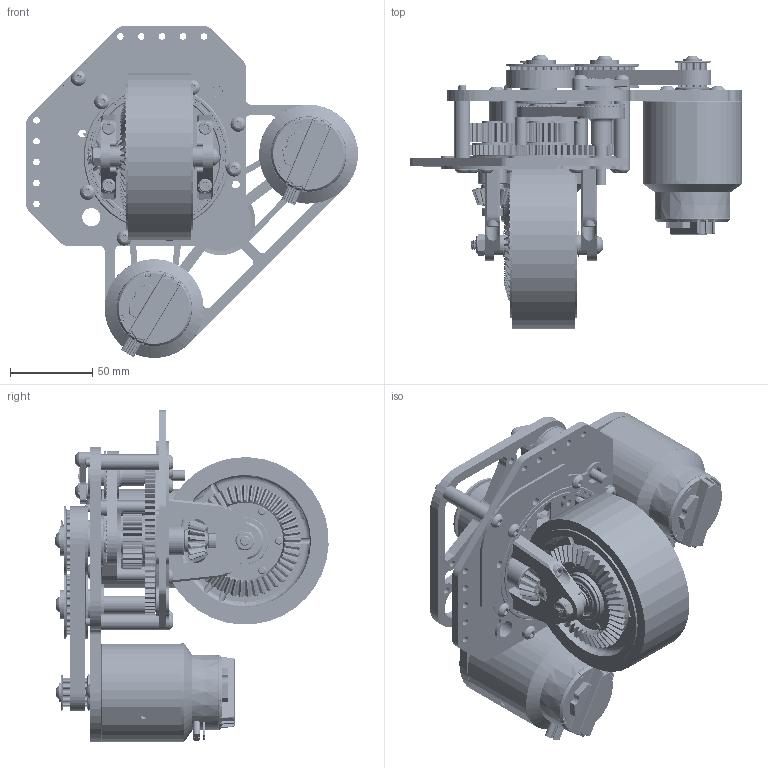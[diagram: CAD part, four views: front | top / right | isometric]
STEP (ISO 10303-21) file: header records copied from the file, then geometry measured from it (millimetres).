
FILE_DESCRIPTION (( 'STEP AP214' ), '1' );
FILE_NAME ('WCP-0361 Rev1 - Swerve X (Tube Mount, Flipped).STEP', '2021-11-05T08:48:42', ( '' ), ( '' ), 'SwSTEP 2.0', 'SolidWorks 2020', '' );
FILE_SCHEMA (( 'AUTOMOTIVE_DESIGN' ));
Length unit declared in the file: inch
Products named in the file (56): Encoder Belt; WCP-0364-006 Rev1; 217-5829_0375_flanged_thunderhex_bearing; CANcoder; WCP-0041_0_250_radial_bearing; 217-3109_0_500_radial_bearing; WCP-0367-008 Rev1; WCP-0361-001 Rev1; WCP-0164_55T_HTD_belt; WCP-0364-004 Rev1; WCP-0233 Rev1; WCP-0367-006 Rev1; WCP-0367-007 Rev1; Falcon_Motor_Spacer_0625; 217-3257_0625L_500_hex; WCP-0364-003 Rev1; WCP-0361-002 Rev1; WCP-0367-010 Rev1; 10-32 BHCS - No Thread_0.500; WCP-0364-001 Rev1; WCP-0367-012 Rev1_30 Left; WCP-0364 Rev1 - WCP X Wheel Module; NFS-0059_SHCS_#4-40_0_750L_91251A113; WCP-0367-002 Rev2; 217-3489_0_250_radial_bearing; WCP-0454 Rev1; WCP-0364-005 Rev1; WCP-0361 Rev1 - Swerve X (Tube Mount, Flipped); 0250-20_3L_BHCS_91255A549; 8-32 BHCS_0.500; 10-32 BHCS - No Thread_2.000; 217-6515_Falcon_500_Falcon Medium Shaft<As Machined>; NFS-0018_SHCS_#10-32_1_750L_Default<As Machined>; WCP-0367-003 Rev2; 10-32 BHCS - No Thread_0.250; 217-2704_24T_500_hex; 217-4006_0_500_flanged_thunderhex_bearing; WCP-0276 Rev1; WCP-0228 Rev1; WCP-0367-001 Rev1 ...
Assembly tree (93 placements, depth 3):
  WCP-0361 Rev1 - Swerve X (Tube Mount, Flipped)
    WCP-0364 Rev1 - WCP X Wheel Module
      WCP-0364-001 Rev1
      WCP-0366 Rev1_Default<As Machined>  x2
      WCP-0364-006 Rev1
      WCP-0364-005 Rev1
      WCP-0365 Rev1
      WCP-0233 Rev1
      WCP-0364-002 Rev1
      WCP-0276 Rev1
      WCP-0364-008 Rev1
      WCP-0357 Rev1
      217-5829_0375_flanged_thunderhex_bearing
      217-3489_0_250_radial_bearing
      217-3109_0_500_radial_bearing  x2
      217-2731_0_500_flanged_bearing
      217-2704_24T_500_hex
      217-5452_22T_375_hex
      NFS-0018_SHCS_#10-32_1_750L_Default<As Machined>  x4
      8-32 BHCS_0.500
      NFS-0059_SHCS_#4-40_0_750L_91251A113  x3
      10-32 SHCS - No Thread_0.375  x6
      0250-20_3L_BHCS_91255A549
      NFS-0024_250-20_thin_locknut_90566A029
      WCP-0228 Rev1
      WCP-0229 Rev1  x2
      WCP-0367-002 Rev2
      WCP-0367-006 Rev1
      WCP-0367-010 Rev1
    WCP-0360-001 Rev1
    WCP-0361-001 Rev1
    WCP-0364-003 Rev1
    WCP-0364-004 Rev1
    WCP-0361-002 Rev1  x3
    217-6515_Falcon_500_Falcon Medium Shaft<As Machined>  x2
    217-2733_0_375_flanged_bearing
    217-3489_0_250_radial_bearing
    WCP-0041_0_250_radial_bearing
    217-5829_0375_flanged_thunderhex_bearing
    217-4006_0_500_flanged_thunderhex_bearing
    217-3227_24T_500_hex  x2
    WCP-0454 Rev1  x2
    WCP-0162_45T_HTD_belt
    WCP-0164_55T_HTD_belt
    10-32 BHCS - No Thread_0.250  x5
    10-32 BHCS - No Thread_2.000  x3
    10-32 BHCS - No Thread_0.500  x8
    8-32 BHCS_0.500  x2
    217-3257_0625L_500_hex  x2
    WCP-0367-003 Rev2
    WCP-0367-012 Rev1_30 Left
    WCP-0367-007 Rev1  x2
    WCP-0367-001 Rev1
    WCP-0367-008 Rev1
    WCP-0063 Rev1
    Encoder Belt
    CANcoder
    WCP-0156 Rev1
    Falcon_Motor_Spacer_0625  x2
Bounding box: 201.35 x 165.67 x 201.35 mm (x, y, z)
Volume: 861953.6 mm3; surface area: 368540 mm2
Topology: 150 solids, 222 shells, 7870 faces, 20254 edges, 12836 vertices
Faces by surface type: cylinder 3451, plane 2249, bspline 874, cone 805, sphere 274, torus 217
Entity records: 265516 total; most frequent: CARTESIAN_POINT 112576, ORIENTED_EDGE 29036, DIRECTION 27574, EDGE_CURVE 14601, AXIS2_PLACEMENT_3D 10692, VERTEX_POINT 9526, VECTOR 6190, LINE 6190
